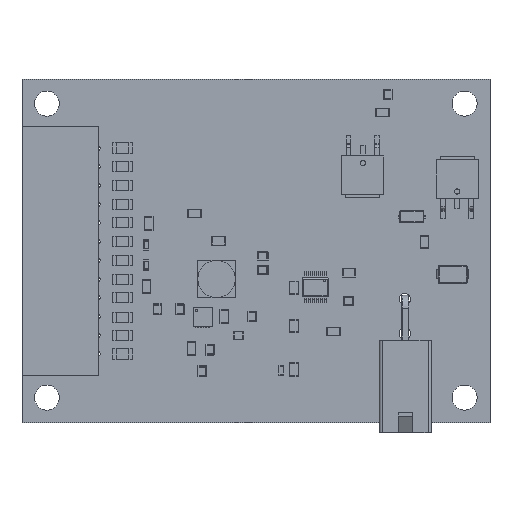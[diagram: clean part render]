
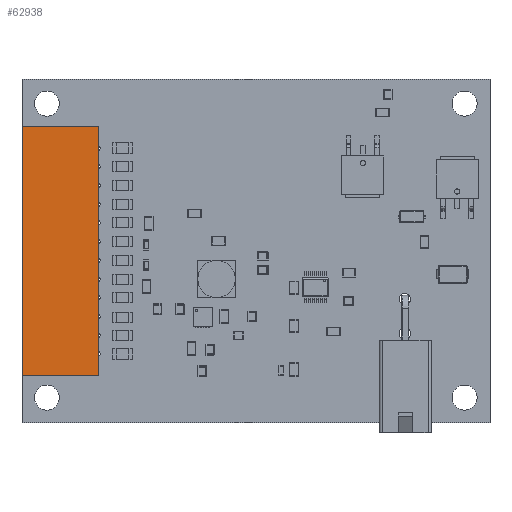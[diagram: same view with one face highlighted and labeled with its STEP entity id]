
A CAD part, top view. The second image highlights one B-rep face of the part: STEP entity #62938.
In plain terms, the highlighted planar face has unit normal (0, 0, 1).
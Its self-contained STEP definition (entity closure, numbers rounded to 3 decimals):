
#62809 = VERTEX_POINT('',#62810);
#62810 = CARTESIAN_POINT('',(0.097,47.5,
    7.37));
#62816 = EDGE_CURVE('',#62809,#62817,#62819,.T.);
#62817 = VERTEX_POINT('',#62818);
#62818 = CARTESIAN_POINT('',(0.097,7.495,
    7.37));
#62819 = LINE('',#62820,#62821);
#62820 = CARTESIAN_POINT('',(0.097,47.5,
    7.37));
#62821 = VECTOR('',#62822,1.);
#62822 = DIRECTION('',(0.,-1.,0.));
#62847 = EDGE_CURVE('',#62817,#62848,#62850,.T.);
#62848 = VERTEX_POINT('',#62849);
#62849 = CARTESIAN_POINT('',(12.337,7.495,
    7.37));
#62850 = LINE('',#62851,#62852);
#62851 = CARTESIAN_POINT('',(0.097,7.495,
    7.37));
#62852 = VECTOR('',#62853,1.);
#62853 = DIRECTION('',(1.,0.,0.));
#62878 = EDGE_CURVE('',#62848,#62879,#62881,.T.);
#62879 = VERTEX_POINT('',#62880);
#62880 = CARTESIAN_POINT('',(12.337,47.5,
    7.37));
#62881 = LINE('',#62882,#62883);
#62882 = CARTESIAN_POINT('',(12.337,7.495,
    7.37));
#62883 = VECTOR('',#62884,1.);
#62884 = DIRECTION('',(0.,1.,0.));
#62909 = EDGE_CURVE('',#62879,#62809,#62910,.T.);
#62910 = LINE('',#62911,#62912);
#62911 = CARTESIAN_POINT('',(12.337,47.5,
    7.37));
#62912 = VECTOR('',#62913,1.);
#62913 = DIRECTION('',(-1.,0.,0.));
#62938 = ADVANCED_FACE('',(#62939),#62945,.F.);
#62939 = FACE_BOUND('',#62940,.T.);
#62940 = EDGE_LOOP('',(#62941,#62942,#62943,#62944));
#62941 = ORIENTED_EDGE('',*,*,#62816,.T.);
#62942 = ORIENTED_EDGE('',*,*,#62847,.T.);
#62943 = ORIENTED_EDGE('',*,*,#62878,.T.);
#62944 = ORIENTED_EDGE('',*,*,#62909,.T.);
#62945 = PLANE('',#62946);
#62946 = AXIS2_PLACEMENT_3D('',#62947,#62948,#62949);
#62947 = CARTESIAN_POINT('',(0.097,47.5,
    7.37));
#62948 = DIRECTION('',(0.,0.,-1.));
#62949 = DIRECTION('',(-1.,0.,0.));
